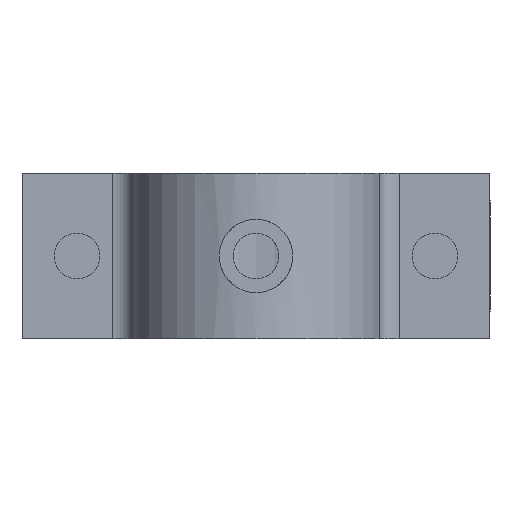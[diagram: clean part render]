
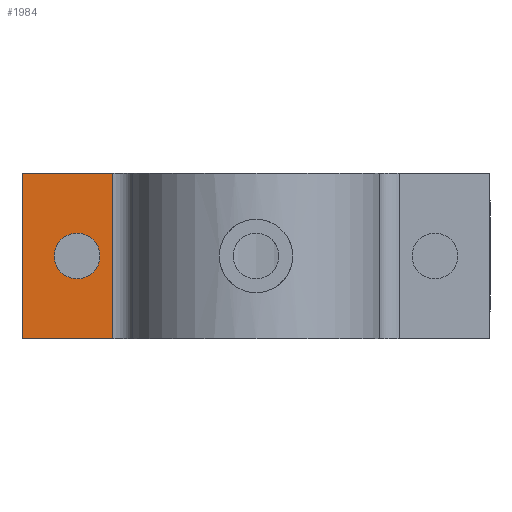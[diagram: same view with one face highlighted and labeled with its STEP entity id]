
A CAD part, front view. The second image highlights one B-rep face of the part: STEP entity #1984.
In plain terms, the highlighted planar face has unit normal (0, -1, 0).
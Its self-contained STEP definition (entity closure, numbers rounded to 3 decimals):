
#40 = CARTESIAN_POINT ( 'NONE',  ( -15.612, -1.25, 9. ) ) ;
#135 = ORIENTED_EDGE ( 'NONE', *, *, #1957, .F. ) ;
#228 = EDGE_CURVE ( 'NONE', #1142, #1667, #519, .T. ) ;
#253 = CARTESIAN_POINT ( 'NONE',  ( -25.5, -1.25, -9. ) ) ;
#336 = DIRECTION ( 'NONE',  ( 1., 0., 0. ) ) ;
#441 = AXIS2_PLACEMENT_3D ( 'NONE', #2559, #1670, #336 ) ;
#445 = VECTOR ( 'NONE', #775, 1000. ) ;
#509 = VERTEX_POINT ( 'NONE', #1387 ) ;
#519 = LINE ( 'NONE', #1385, #2152 ) ;
#713 = EDGE_CURVE ( 'NONE', #509, #1142, #2804, .T. ) ;
#767 = CARTESIAN_POINT ( 'NONE',  ( -15.612, -1.25, -9. ) ) ;
#775 = DIRECTION ( 'NONE',  ( 0., 0., -1. ) ) ;
#826 = ORIENTED_EDGE ( 'NONE', *, *, #865, .F. ) ;
#865 = EDGE_CURVE ( 'NONE', #2573, #1667, #2240, .T. ) ;
#893 = CARTESIAN_POINT ( 'NONE',  ( -25.5, -1.25, 9. ) ) ;
#1081 = VECTOR ( 'NONE', #2091, 1000. ) ;
#1142 = VERTEX_POINT ( 'NONE', #893 ) ;
#1165 = DIRECTION ( 'NONE',  ( -1., 0., 0. ) ) ;
#1180 = DIRECTION ( 'NONE',  ( 0., 0., -1. ) ) ;
#1249 = PLANE ( 'NONE',  #441 ) ;
#1385 = CARTESIAN_POINT ( 'NONE',  ( -25.5, -1.25, 9. ) ) ;
#1387 = CARTESIAN_POINT ( 'NONE',  ( -15.612, -1.25, 9. ) ) ;
#1490 = EDGE_LOOP ( 'NONE', ( #826, #135, #1542, #2365 ) ) ;
#1542 = ORIENTED_EDGE ( 'NONE', *, *, #713, .T. ) ;
#1667 = VERTEX_POINT ( 'NONE', #253 ) ;
#1670 = DIRECTION ( 'NONE',  ( 0., -1., 0. ) ) ;
#1957 = EDGE_CURVE ( 'NONE', #509, #2573, #2874, .T. ) ;
#1984 = ADVANCED_FACE ( 'NONE', ( #2161 ), #1249, .T. ) ;
#2091 = DIRECTION ( 'NONE',  ( -1., 0., 0. ) ) ;
#2104 = CARTESIAN_POINT ( 'NONE',  ( -15.612, -1.25, 9. ) ) ;
#2111 = CARTESIAN_POINT ( 'NONE',  ( -15.612, -1.25, -9. ) ) ;
#2152 = VECTOR ( 'NONE', #1180, 1000. ) ;
#2161 = FACE_OUTER_BOUND ( 'NONE', #1490, .T. ) ;
#2240 = LINE ( 'NONE', #767, #1081 ) ;
#2365 = ORIENTED_EDGE ( 'NONE', *, *, #228, .T. ) ;
#2559 = CARTESIAN_POINT ( 'NONE',  ( -15.612, -1.25, 9. ) ) ;
#2573 = VERTEX_POINT ( 'NONE', #2111 ) ;
#2729 = VECTOR ( 'NONE', #1165, 1000. ) ;
#2804 = LINE ( 'NONE', #40, #2729 ) ;
#2874 = LINE ( 'NONE', #2104, #445 ) ;
